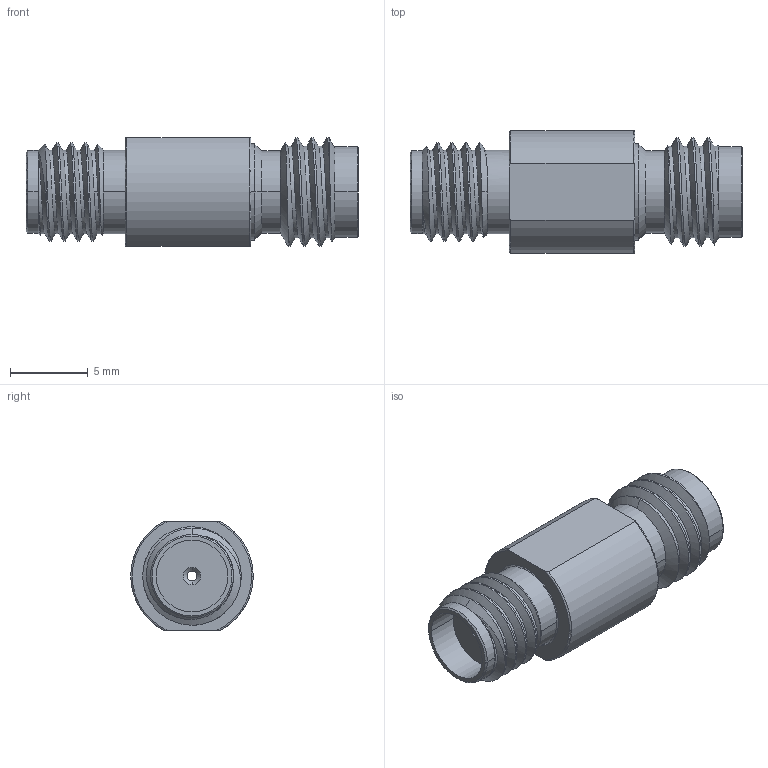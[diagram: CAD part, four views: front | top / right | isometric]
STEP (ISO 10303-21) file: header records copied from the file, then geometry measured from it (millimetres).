
FILE_DESCRIPTION (( 'STEP AP214' ), '1' );
FILE_NAME ('FMAD1625_3D.step', '2023-03-14T21:02:11', ( '' ), ( '' ), 'SwSTEP 2.0', 'SolidWorks 2022', '' );
FILE_SCHEMA (( 'AUTOMOTIVE_DESIGN' ));
Length unit declared in the file: millimetre
Products named in the file (4): 2.92 JACK mod^FMAD1625; ADS-185-3-185-8-10^FMAD1625; FMAD1625_3D; 2.4 mm JACK^FMAD1625
Assembly tree (3 placements, depth 2):
  FMAD1625_3D
    2.92 JACK mod^FMAD1625
    ADS-185-3-185-8-10^FMAD1625
    2.4 mm JACK^FMAD1625
Bounding box: 21.4 x 7.9 x 7 mm (x, y, z)
Volume: 660.2 mm3; surface area: 1076.6 mm2
Topology: 3 solids, 3 shells, 98 faces, 248 edges, 158 vertices
Faces by surface type: cylinder 44, cone 27, plane 11, torus 10, bspline 6
Entity records: 4800 total; most frequent: CARTESIAN_POINT 2394, ORIENTED_EDGE 496, DIRECTION 476, EDGE_CURVE 248, AXIS2_PLACEMENT_3D 201, VERTEX_POINT 158, EDGE_LOOP 106, CIRCLE 103
